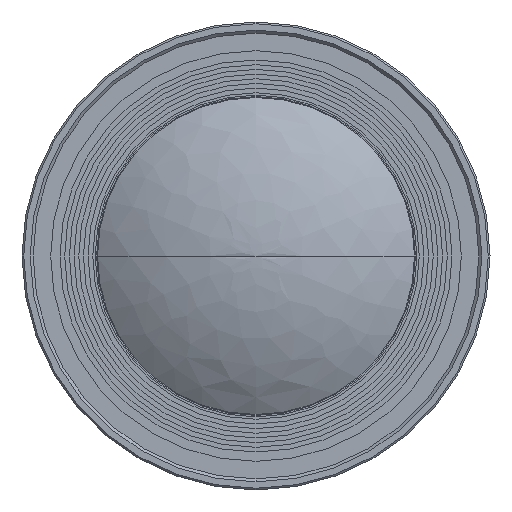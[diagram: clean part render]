
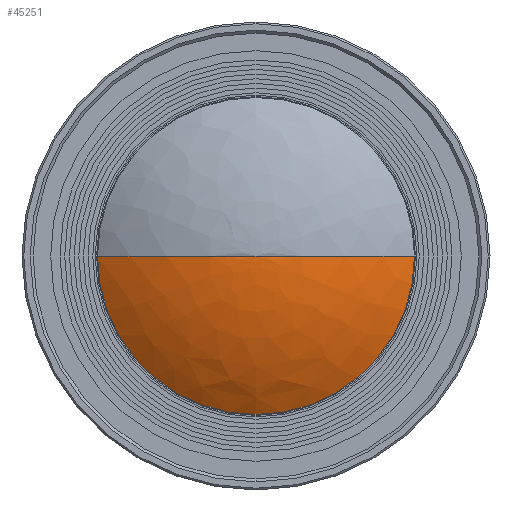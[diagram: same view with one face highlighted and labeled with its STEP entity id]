
A CAD part, left-side view. The second image highlights one B-rep face of the part: STEP entity #45251.
In plain terms, the highlighted free-form (B-spline) face has degree [3, 3] with [4, 4] control points.
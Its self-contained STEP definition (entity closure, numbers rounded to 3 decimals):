
#1061 = CARTESIAN_POINT ( 'NONE',  ( 2687.625, 1020.524, 0. ) ) ;
#2356 = CARTESIAN_POINT ( 'NONE',  ( 2695.955, 1057.559, 0. ) ) ;
#6519 = CARTESIAN_POINT ( 'NONE',  ( 2687.625, 1030.306, 0. ) ) ;
#7319 = CARTESIAN_POINT ( 'NONE',  ( 2687.625, 1030.306, 0. ) ) ;
#11236 = ORIENTED_EDGE ( 'NONE', *, *, #35904, .F. ) ;
#14505 = AXIS2_PLACEMENT_3D ( 'NONE', #44514, #70078, #38208 ) ;
#14814 = EDGE_LOOP ( 'NONE', ( #11236, #29246, #16877, #14963 ) ) ;
#14922 = CARTESIAN_POINT ( 'NONE',  ( 2690.483, 1011.167, -38.277 ) ) ;
#14963 = ORIENTED_EDGE ( 'NONE', *, *, #57734, .F. ) ;
#15283 = CARTESIAN_POINT ( 'NONE',  ( 2695.955, 1057.559, 0. ) ) ;
#15329 = CARTESIAN_POINT ( 'NONE',  ( 2687.625, 1040.087, -19.563 ) ) ;
#15751 = CARTESIAN_POINT ( 'NONE',  ( 2695.955, 1003.052, 0. ) ) ;
#15873 = CARTESIAN_POINT ( 'NONE',  ( 2695.955, 1057.559, 0. ) ) ;
#16877 = ORIENTED_EDGE ( 'NONE', *, *, #75531, .F. ) ;
#19453 = AXIS2_PLACEMENT_3D ( 'NONE', #40069, #79030, #71527 ) ;
#20773 = FACE_OUTER_BOUND ( 'NONE', #14814, .T. ) ;
#21597 = CARTESIAN_POINT ( 'NONE',  ( 2687.625, 1030.306, 0. ) ) ;
#27899 = CARTESIAN_POINT ( 'NONE',  ( 2687.625, 1030.306, 0. ) ) ;
#27985 = VERTEX_POINT ( 'NONE', #78296 ) ;
#28306 = CARTESIAN_POINT ( 'NONE',  ( 2687.625, 1020.524, -19.563 ) ) ;
#29223 = CIRCLE ( 'NONE', #14505, 27.253 ) ;
#29246 = ORIENTED_EDGE ( 'NONE', *, *, #36011, .T. ) ;
#32073 = CARTESIAN_POINT ( 'NONE',  ( 2687.625, 1040.087, 0. ) ) ;
#32803 = CIRCLE ( 'NONE', #19453, 27.253 ) ;
#34235 = VERTEX_POINT ( 'NONE', #15873 ) ;
#34939 = CARTESIAN_POINT ( 'NONE',  ( 2690.483, 1049.444, 0. ) ) ;
#35904 = EDGE_CURVE ( 'NONE', #76131, #58729, #57279, .T. ) ;
#36011 = EDGE_CURVE ( 'NONE', #76131, #34235, #56793, .T. ) ;
#37469 = CARTESIAN_POINT ( 'NONE',  ( 2687.625, 1030.306, 0. ) ) ;
#38208 = DIRECTION ( 'NONE',  ( 0., -1., 0. ) ) ;
#40069 = CARTESIAN_POINT ( 'NONE',  ( 2695.955, 1030.306, 0. ) ) ;
#40431 = CARTESIAN_POINT ( 'NONE',  ( 2690.483, 1049.444, -38.277 ) ) ;
#40849 = CARTESIAN_POINT ( 'NONE',  ( 2687.625, 1040.087, 0. ) ) ;
#44514 = CARTESIAN_POINT ( 'NONE',  ( 2695.955, 1030.306, 0. ) ) ;
#45042 = CARTESIAN_POINT ( 'NONE',  ( 2695.955, 1003.052, 0. ) ) ;
#45251 = ADVANCED_FACE ( 'NONE', ( #20773 ), #71197, .F. ) ;
#52632 = CARTESIAN_POINT ( 'NONE',  ( 2687.625, 1020.524, 0. ) ) ;
#56793 =( BOUNDED_CURVE ( )  B_SPLINE_CURVE ( 3, ( #6519, #32073, #34939, #15283 ),
 .UNSPECIFIED., .F., .T. ) 
 B_SPLINE_CURVE_WITH_KNOTS ( ( 4, 4 ),
 ( 0., 0.98 ),
 .UNSPECIFIED. ) 
 CURVE ( )  GEOMETRIC_REPRESENTATION_ITEM ( )  RATIONAL_B_SPLINE_CURVE ( ( 1., 0.97, 0.97, 0.998 ) ) 
 REPRESENTATION_ITEM ( '' )  );
#57232 = CARTESIAN_POINT ( 'NONE',  ( 2690.483, 1011.167, 0. ) ) ;
#57279 =( BOUNDED_CURVE ( )  B_SPLINE_CURVE ( 3, ( #7319, #1061, #57232, #45042 ),
 .UNSPECIFIED., .F., .T. ) 
 B_SPLINE_CURVE_WITH_KNOTS ( ( 4, 4 ),
 ( 0., 0.98 ),
 .UNSPECIFIED. ) 
 CURVE ( )  GEOMETRIC_REPRESENTATION_ITEM ( )  RATIONAL_B_SPLINE_CURVE ( ( 1., 0.97, 0.97, 0.998 ) ) 
 REPRESENTATION_ITEM ( '' )  );
#57734 = EDGE_CURVE ( 'NONE', #58729, #27985, #29223, .T. ) ;
#58729 = VERTEX_POINT ( 'NONE', #64154 ) ;
#60984 = CARTESIAN_POINT ( 'NONE',  ( 2687.625, 1030.306, 0. ) ) ;
#64154 = CARTESIAN_POINT ( 'NONE',  ( 2695.955, 1003.052, 0. ) ) ;
#66029 = CARTESIAN_POINT ( 'NONE',  ( 2695.955, 1057.559, -54.506 ) ) ;
#66854 = CARTESIAN_POINT ( 'NONE',  ( 2695.955, 1003.052, -54.506 ) ) ;
#70078 = DIRECTION ( 'NONE',  ( 1., 0., 0. ) ) ;
#71197 =( BOUNDED_SURFACE ( )  B_SPLINE_SURFACE ( 3, 3, ( 
 ( #60984, #27899, #72290, #21597 ),
 ( #52632, #28306, #15329, #40849 ),
 ( #78163, #14922, #40431, #73125 ),
 ( #15751, #66854, #66029, #2356 ) ),
 .UNSPECIFIED., .F., .F., .T. ) 
 B_SPLINE_SURFACE_WITH_KNOTS ( ( 4, 4 ),
 ( 4, 4 ),
 ( 0., 0.98 ),
 ( 0., 1. ),
 .UNSPECIFIED. ) 
 GEOMETRIC_REPRESENTATION_ITEM ( )  RATIONAL_B_SPLINE_SURFACE ( (
 ( 1., 0.333, 0.333, 1.),
 ( 0.97, 0.323, 0.323, 0.97),
 ( 0.97, 0.323, 0.323, 0.97),
 ( 0.998, 0.333, 0.333, 0.998) ) ) 
 REPRESENTATION_ITEM ( '' )  SURFACE ( )  );
#71527 = DIRECTION ( 'NONE',  ( 0., -1., 0. ) ) ;
#72290 = CARTESIAN_POINT ( 'NONE',  ( 2687.625, 1030.306, 0. ) ) ;
#73125 = CARTESIAN_POINT ( 'NONE',  ( 2690.483, 1049.444, 0. ) ) ;
#75531 = EDGE_CURVE ( 'NONE', #27985, #34235, #32803, .T. ) ;
#76131 = VERTEX_POINT ( 'NONE', #37469 ) ;
#78163 = CARTESIAN_POINT ( 'NONE',  ( 2690.483, 1011.167, 0. ) ) ;
#78296 = CARTESIAN_POINT ( 'NONE',  ( 2695.955, 1030.306, -27.253 ) ) ;
#79030 = DIRECTION ( 'NONE',  ( 1., 0., 0. ) ) ;
